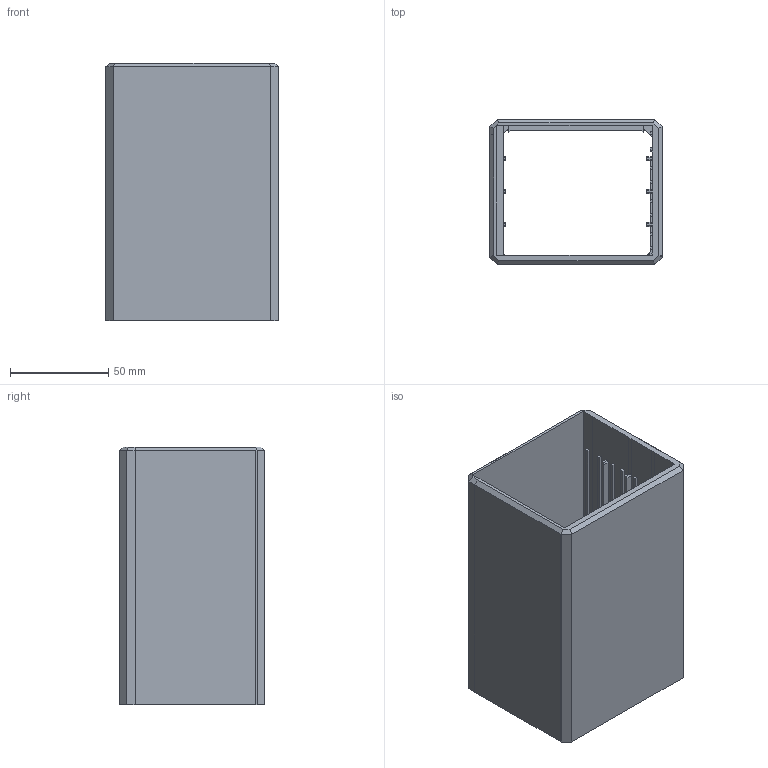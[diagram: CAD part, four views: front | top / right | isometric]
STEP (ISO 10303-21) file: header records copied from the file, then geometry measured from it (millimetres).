
FILE_DESCRIPTION (( 'STEP AP214' ), '1' );
FILE_NAME ('綴裔.STEP', '2024-12-12T12:04:29', ( '' ), ( '' ), 'SwSTEP 2.0', 'SolidWorks 2023', '' );
FILE_SCHEMA (( 'AUTOMOTIVE_DESIGN' ));
Length unit declared in the file: millimetre
Products named in the file (1): 后盖
Bounding box: 88 x 74.21 x 131.6 mm (x, y, z)
Volume: 178654.9 mm3; surface area: 92647.4 mm2
Topology: 16 solids, 16 shells, 228 faces, 541 edges, 354 vertices
Faces by surface type: plane 220, cylinder 8
Entity records: 6583 total; most frequent: CARTESIAN_POINT 1124, ORIENTED_EDGE 1082, DIRECTION 1015, EDGE_CURVE 541, LINE 525, VECTOR 525, VERTEX_POINT 354, AXIS2_PLACEMENT_3D 245
